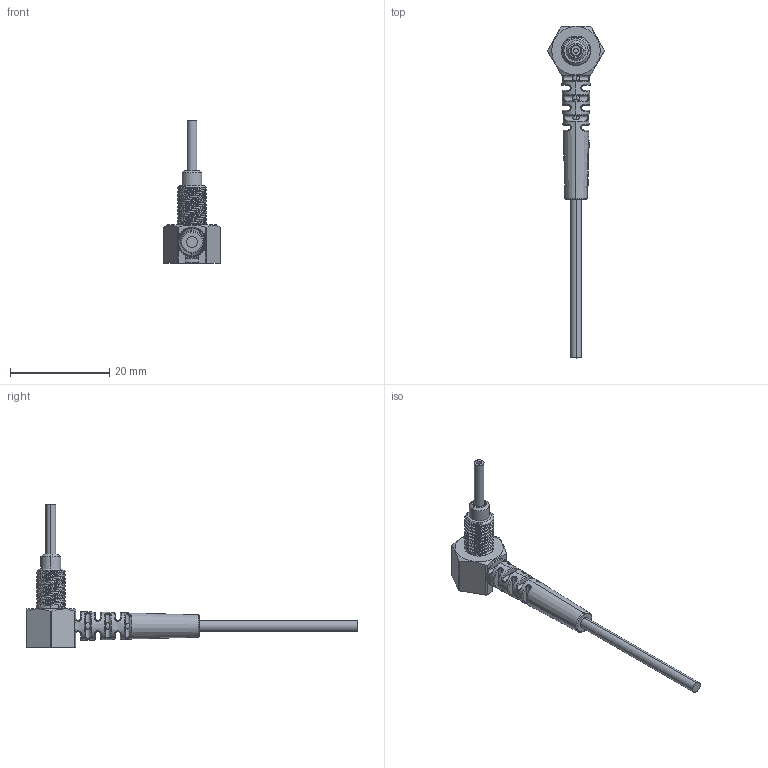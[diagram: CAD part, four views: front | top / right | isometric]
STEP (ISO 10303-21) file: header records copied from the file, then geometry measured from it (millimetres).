
FILE_DESCRIPTION((''),'2;1');
FILE_NAME('PT6Y10-ITZR_ASM','2020-06-10T16:22:45',('Administrator'),(''),'CREO PARAMETRIC BY PTC INC, 2018400','CREO PARAMETRIC BY PTC INC, 2018400','');
FILE_SCHEMA(('AUTOMOTIVE_DESIGN { 1 0 10303 214 1 1 1 1 }'));
Length unit declared in the file: millimetre
Products named in the file (6): M6-90__0; 22XIAN_DAN__; PTM6___; M6DANXIAN___ASM; 20-10_; PT6Y10-ITZR_ASM
Assembly tree (5 placements, depth 3):
  PT6Y10-ITZR_ASM
    M6-90__0
    M6DANXIAN___ASM
      22XIAN_DAN__
      PTM6___
    20-10_
Bounding box: 11.45 x 67 x 28.8 mm (x, y, z)
Volume: 1229.7 mm3; surface area: 2312.9 mm2
Topology: 5 solids, 5 shells, 266 faces, 684 edges, 436 vertices
Faces by surface type: cylinder 60, plane 51, bspline 51, extrusion 48, torus 34, cone 22
Entity records: 18101 total; most frequent: CARTESIAN_POINT 10430, ORIENTED_EDGE 1368, DIRECTION 1004, EDGE_CURVE 684, PRESENTATION_STYLE_ASSIGNMENT 476, STYLED_ITEM 476, CURVE_STYLE 474, VERTEX_POINT 436
